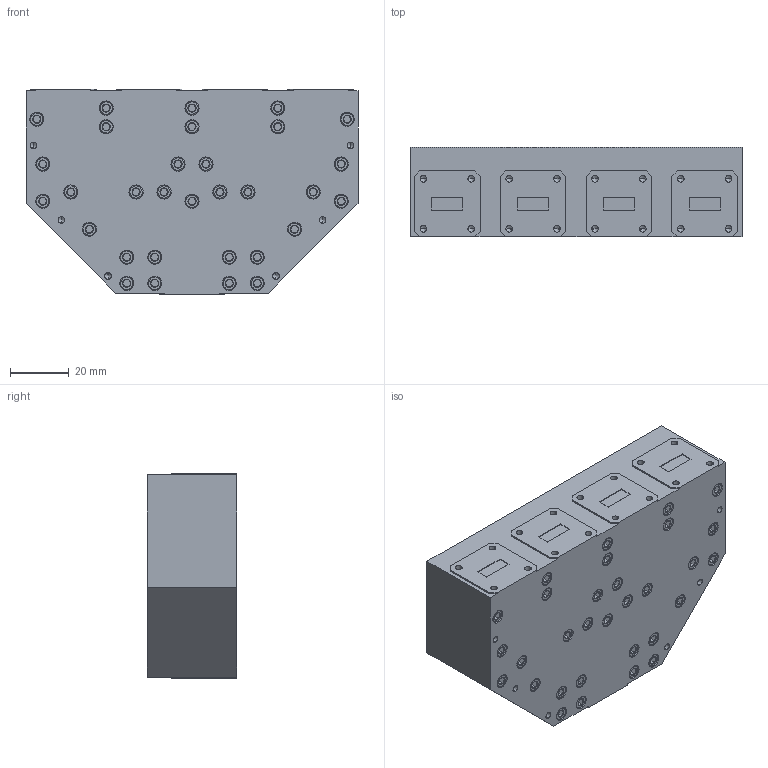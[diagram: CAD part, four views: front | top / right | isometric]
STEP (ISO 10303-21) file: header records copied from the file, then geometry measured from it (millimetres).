
FILE_DESCRIPTION (( 'STEP AP203' ), '1' );
FILE_NAME ('SWP-18327304-42-E1.STEP', '2025-09-02T17:22:08', ( '' ), ( '' ), 'SwSTEP 2.0', 'SolidWorks 2021', '' );
FILE_SCHEMA (( 'CONFIG_CONTROL_DESIGN' ));
Length unit declared in the file: millimetre
Products named in the file (1): SWP-18327304-42-E1
Bounding box: 113.03 x 30.48 x 69.85 mm (x, y, z)
Volume: 208623.7 mm3; surface area: 29265.1 mm2
Topology: 32 solids, 32 shells, 1069 faces, 2161 edges, 1222 vertices
Faces by surface type: plane 414, cone 405, cylinder 250
Entity records: 27822 total; most frequent: CARTESIAN_POINT 5722, DIRECTION 4861, ORIENTED_EDGE 4194, EDGE_CURVE 2097, AXIS2_PLACEMENT_3D 1911, VERTEX_POINT 1222, EDGE_LOOP 1199, FACE_OUTER_BOUND 1069
